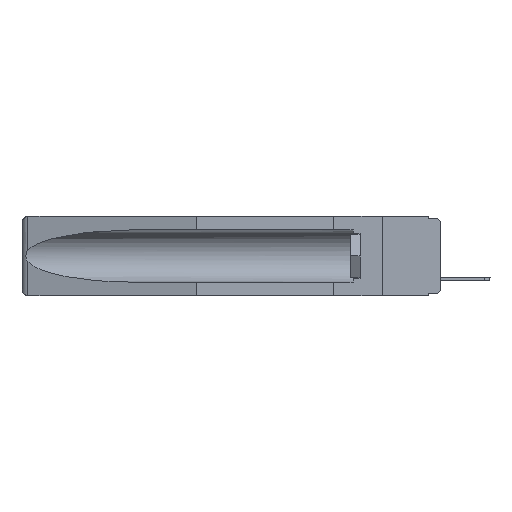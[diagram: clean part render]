
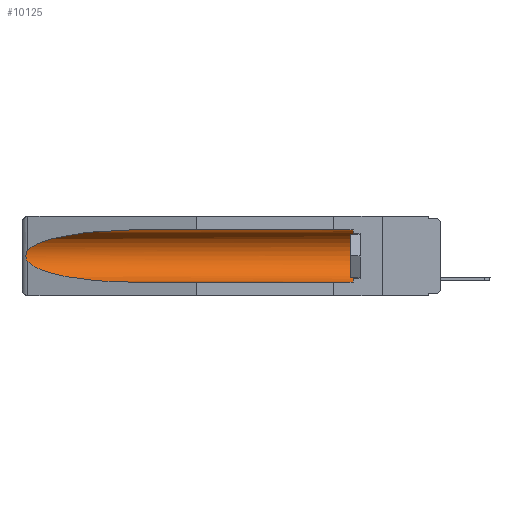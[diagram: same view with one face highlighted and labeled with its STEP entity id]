
A CAD part, left-side view. The second image highlights one B-rep face of the part: STEP entity #10125.
In plain terms, the highlighted cylindrical face has radius 2.857 mm (diameter 5.715 mm), a partial arc.
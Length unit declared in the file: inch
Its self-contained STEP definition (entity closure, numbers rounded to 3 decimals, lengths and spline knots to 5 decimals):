
#123 = CARTESIAN_POINT ( 'NONE',  ( 0.26537, 1.52718, -0.19328 ) ) ;
#437 = ORIENTED_EDGE ( 'NONE', *, *, #4089, .F. ) ;
#1133 = LINE ( 'NONE', #8023, #3513 ) ;
#1431 = ORIENTED_EDGE ( 'NONE', *, *, #3368, .T. ) ;
#2286 = EDGE_CURVE ( 'NONE', #11122, #13328, #9310, .T. ) ;
#2537 = CARTESIAN_POINT ( 'NONE',  ( 0.155, -0.30754, -0.1715 ) ) ;
#2548 = CARTESIAN_POINT ( 'NONE',  ( 0.26537, 1.52718, -0.19328 ) ) ;
#2876 =( BOUNDED_CURVE ( )  B_SPLINE_CURVE ( 3, ( #2548, #6385, #15208, #6439 ),
 .UNSPECIFIED., .F., .F. ) 
 B_SPLINE_CURVE_WITH_KNOTS ( ( 4, 4 ),
 ( 0.1948, 1.5708 ),
 .UNSPECIFIED. ) 
 CURVE ( )  GEOMETRIC_REPRESENTATION_ITEM ( )  RATIONAL_B_SPLINE_CURVE ( ( 1., 0.848, 0.848, 1. ) ) 
 REPRESENTATION_ITEM ( '' )  );
#3043 = DIRECTION ( 'NONE',  ( 0., 0., 1. ) ) ;
#3148 = CARTESIAN_POINT ( 'NONE',  ( 0.155, 1.07973, -0.059 ) ) ;
#3368 = EDGE_CURVE ( 'NONE', #6846, #11079, #5096, .T. ) ;
#3513 = VECTOR ( 'NONE', #13120, 39.37008 ) ;
#3753 = EDGE_CURVE ( 'NONE', #11008, #6846, #10510, .T. ) ;
#3842 = CARTESIAN_POINT ( 'NONE',  ( 0.2675, 1.53308, -0.16763 ) ) ;
#4089 = EDGE_CURVE ( 'NONE', #11122, #4889, #1133, .T. ) ;
#4409 = CARTESIAN_POINT ( 'NONE',  ( 0.26537, 1.52718, -0.19328 ) ) ;
#4602 = ORIENTED_EDGE ( 'NONE', *, *, #7787, .T. ) ;
#4644 = CARTESIAN_POINT ( 'NONE',  ( 0.26537, 1.52718, -0.14972 ) ) ;
#4877 = CYLINDRICAL_SURFACE ( 'NONE', #12033, 0.1125 ) ;
#4889 = VERTEX_POINT ( 'NONE', #11149 ) ;
#5096 = B_SPLINE_CURVE_WITH_KNOTS ( 'NONE', 3,
 ( #5214, #6349, #5103, #14022, #3842, #10118, #12653, #8885, #11448, #123 ),
 .UNSPECIFIED., .F., .F.,
 ( 4, 2, 2, 2, 4 ),
 ( 0., 0.00029, 0.00058, 0.00087, 0.00117 ),
 .UNSPECIFIED. ) ;
#5103 = CARTESIAN_POINT ( 'NONE',  ( 0.26654, 1.53092, -0.15636 ) ) ;
#5214 = CARTESIAN_POINT ( 'NONE',  ( 0.26537, 1.52718, -0.14972 ) ) ;
#5546 = CARTESIAN_POINT ( 'NONE',  ( 0.155, 0.126, -0.1715 ) ) ;
#5679 = ORIENTED_EDGE ( 'NONE', *, *, #2286, .T. ) ;
#6318 = DIRECTION ( 'NONE',  ( 0., 1., 0. ) ) ;
#6349 = CARTESIAN_POINT ( 'NONE',  ( 0.26597, 1.52961, -0.15275 ) ) ;
#6385 = CARTESIAN_POINT ( 'NONE',  ( 0.25451, 1.48313, -0.24835 ) ) ;
#6439 = CARTESIAN_POINT ( 'NONE',  ( 0.155, 1.07973, -0.284 ) ) ;
#6635 = AXIS2_PLACEMENT_3D ( 'NONE', #5546, #13017, #3043 ) ;
#6846 = VERTEX_POINT ( 'NONE', #8271 ) ;
#7315 = CARTESIAN_POINT ( 'NONE',  ( 0.25451, 1.48313, -0.09465 ) ) ;
#7528 = DIRECTION ( 'NONE',  ( 0., 0., 1. ) ) ;
#7649 = CARTESIAN_POINT ( 'NONE',  ( 0.155, -0.30754, -0.059 ) ) ;
#7787 = EDGE_CURVE ( 'NONE', #11079, #4889, #2876, .T. ) ;
#8023 = CARTESIAN_POINT ( 'NONE',  ( 0.155, -0.30754, -0.284 ) ) ;
#8271 = CARTESIAN_POINT ( 'NONE',  ( 0.26537, 1.52718, -0.14972 ) ) ;
#8885 = CARTESIAN_POINT ( 'NONE',  ( 0.26655, 1.53094, -0.18657 ) ) ;
#9310 = CIRCLE ( 'NONE', #6635, 0.1125 ) ;
#10118 = CARTESIAN_POINT ( 'NONE',  ( 0.2675, 1.53308, -0.17534 ) ) ;
#10125 = ADVANCED_FACE ( 'NONE', ( #14397 ), #4877, .F. ) ;
#10510 =( BOUNDED_CURVE ( )  B_SPLINE_CURVE ( 3, ( #12092, #14831, #7315, #4644 ),
 .UNSPECIFIED., .F., .F. ) 
 B_SPLINE_CURVE_WITH_KNOTS ( ( 4, 4 ),
 ( 4.71239, 6.08839 ),
 .UNSPECIFIED. ) 
 CURVE ( )  GEOMETRIC_REPRESENTATION_ITEM ( )  RATIONAL_B_SPLINE_CURVE ( ( 1., 0.848, 0.848, 1. ) ) 
 REPRESENTATION_ITEM ( '' )  );
#11008 = VERTEX_POINT ( 'NONE', #3148 ) ;
#11079 = VERTEX_POINT ( 'NONE', #4409 ) ;
#11122 = VERTEX_POINT ( 'NONE', #14916 ) ;
#11136 = ORIENTED_EDGE ( 'NONE', *, *, #3753, .T. ) ;
#11149 = CARTESIAN_POINT ( 'NONE',  ( 0.155, 1.07973, -0.284 ) ) ;
#11448 = CARTESIAN_POINT ( 'NONE',  ( 0.26597, 1.5296, -0.19026 ) ) ;
#12033 = AXIS2_PLACEMENT_3D ( 'NONE', #2537, #6318, #7528 ) ;
#12092 = CARTESIAN_POINT ( 'NONE',  ( 0.155, 1.07973, -0.059 ) ) ;
#12532 = EDGE_CURVE ( 'NONE', #13328, #11008, #14148, .T. ) ;
#12577 = DIRECTION ( 'NONE',  ( 0., 1., 0. ) ) ;
#12653 = CARTESIAN_POINT ( 'NONE',  ( 0.2673, 1.53269, -0.17917 ) ) ;
#12673 = ORIENTED_EDGE ( 'NONE', *, *, #12532, .T. ) ;
#13017 = DIRECTION ( 'NONE',  ( 0., -1., 0. ) ) ;
#13120 = DIRECTION ( 'NONE',  ( 0., 1., 0. ) ) ;
#13328 = VERTEX_POINT ( 'NONE', #14196 ) ;
#14022 = CARTESIAN_POINT ( 'NONE',  ( 0.2673, 1.5327, -0.16383 ) ) ;
#14148 = LINE ( 'NONE', #7649, #16140 ) ;
#14196 = CARTESIAN_POINT ( 'NONE',  ( 0.155, 0.126, -0.059 ) ) ;
#14315 = EDGE_LOOP ( 'NONE', ( #11136, #1431, #4602, #437, #5679, #12673 ) ) ;
#14397 = FACE_OUTER_BOUND ( 'NONE', #14315, .T. ) ;
#14831 = CARTESIAN_POINT ( 'NONE',  ( 0.21114, 1.30732, -0.059 ) ) ;
#14916 = CARTESIAN_POINT ( 'NONE',  ( 0.155, 0.126, -0.284 ) ) ;
#15208 = CARTESIAN_POINT ( 'NONE',  ( 0.21114, 1.30732, -0.284 ) ) ;
#16140 = VECTOR ( 'NONE', #12577, 39.37008 ) ;
